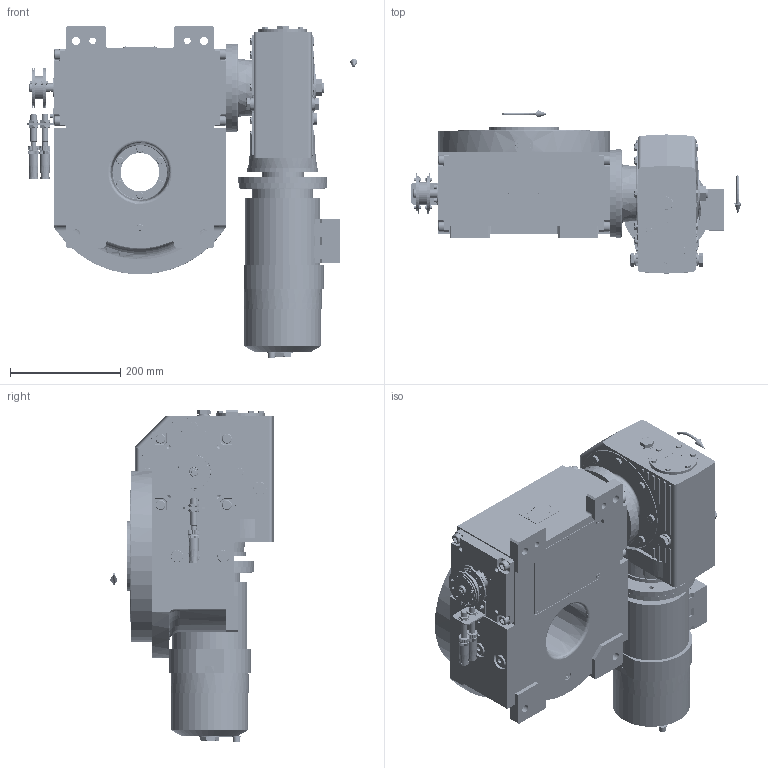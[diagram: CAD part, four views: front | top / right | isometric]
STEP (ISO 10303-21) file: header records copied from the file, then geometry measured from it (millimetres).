
FILE_DESCRIPTION (( 'STEP AP203' ), '1' );
FILE_NAME ('PC5201825.step', '2026-02-09T14:20:48', ( '' ), ( '' ), 'SwSTEP 2.0', 'SolidWorks 2020', '' );
FILE_SCHEMA (( 'CONFIG_CONTROL_DESIGN' ));
Length unit declared in the file: millimetre
Products named in the file (96): cfn2115_02_057; CFN2223_02_003.stp; cfn2155_01_095; cfn2107_01_001; rig09_071_8_m.stp; cfn2276_01_056; cfn2000_01_099; freccia_angolare_albero; rig09_003_8; CFN2203_02_002.stp; cfn2003_01_054; CFN2000_01_185.stp; cfn2115_02_058; rig09_016; cfn2115_02_194; rig09_002_bl_003; AS_cfn2476_01_002_60x46; cfn2000_01_126; cfn2000_01_081; AS_rig09_071_8_m; cfn2000_01_184; cfn2151_01_170; AS_rig09_004; rig09_010_s_001; AS_rig09_016; cfn2476_01_002_60x46; cfn2128_19_002; rig09_004; cfn2104_01_018; rig09_007_master; rig09_001_a; cfn2000_01_161; CFN2223_02_004.stp; 900_00_00_005; 900_38_30_003; cfn2070_05_009; cfn2400_04_024; RIG09_021_AF0.stp; AS_rig09_017; CFN2010_01_020.stp ...
Assembly tree (88 placements, depth 5):
  cfn2115_02_057
  CFN2223_02_003.stp
  cfn2276_01_056
  CFN2203_02_002.stp
  cfn2151_01_170
Bounding box: 599.5 x 296 x 601.67 mm (x, y, z)
Volume: 16399659.5 mm3; surface area: 2023206.8 mm2
Topology: 76 solids, 76 shells, 5763 faces, 14568 edges, 9308 vertices
Faces by surface type: plane 2744, cylinder 1973, cone 894, torus 146, sphere 4, bspline 2
Entity records: 165257 total; most frequent: CARTESIAN_POINT 42935, DIRECTION 23607, ORIENTED_EDGE 23188, EDGE_CURVE 11594, AXIS2_PLACEMENT_3D 8612, VERTEX_POINT 7482, LINE 6383, VECTOR 6383
